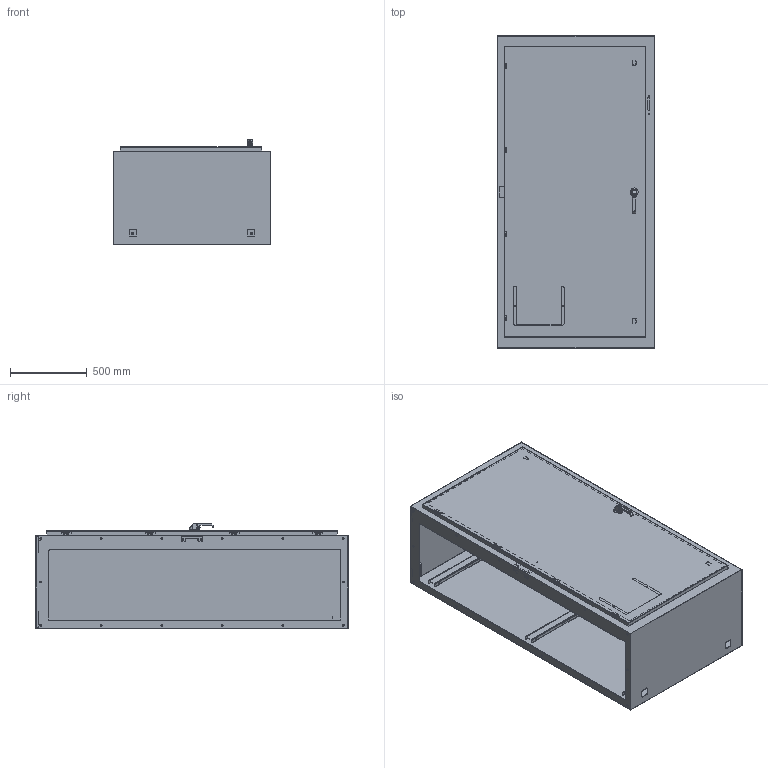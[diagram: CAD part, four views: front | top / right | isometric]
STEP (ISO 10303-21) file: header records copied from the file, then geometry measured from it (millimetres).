
FILE_DESCRIPTION (( 'STEP AP214' ), '1' );
FILE_NAME ('SCE-N80RX4024.STEP', '2024-05-02T18:10:27', ( '' ), ( '' ), 'SwSTEP 2.0', 'SolidWorks 2023', '' );
FILE_SCHEMA (( 'AUTOMOTIVE_DESIGN' ));
Length unit declared in the file: inch
Products named in the file (1): SCE-N80RX4024
Bounding box: 1022.35 x 2032 x 686.97 mm (x, y, z)
Volume: 21160819.5 mm3; surface area: 15873378.1 mm2
Topology: 27 solids, 31 shells, 4266 faces, 10804 edges, 6628 vertices
Faces by surface type: plane 1638, cylinder 1520, torus 445, bspline 428, sphere 122, cone 113
Full cylindrical faces by diameter (mm): 1.016 x4, 3.978 x4, 4.318 x20, 4.978 x16, 5.016 x2, 5.207 x8, 5.232 x8, 5.537 x4, 6.096 x8, 6.198 x8, 6.35 x8, 7.137 x2, 9.525 x10, 10.323 x8, 11.112 x12, 16 x1, 22 x1
Entity records: 188376 total; most frequent: CARTESIAN_POINT 89989, ORIENTED_EDGE 20868, DIRECTION 19633, EDGE_CURVE 10434, AXIS2_PLACEMENT_3D 7325, VERTEX_POINT 6523, VECTOR 4983, LINE 4983
